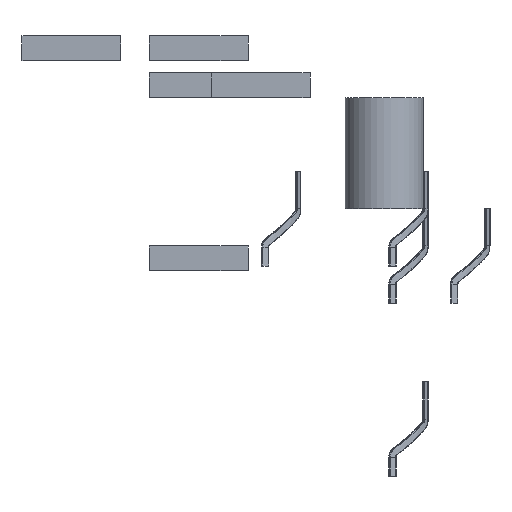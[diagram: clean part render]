
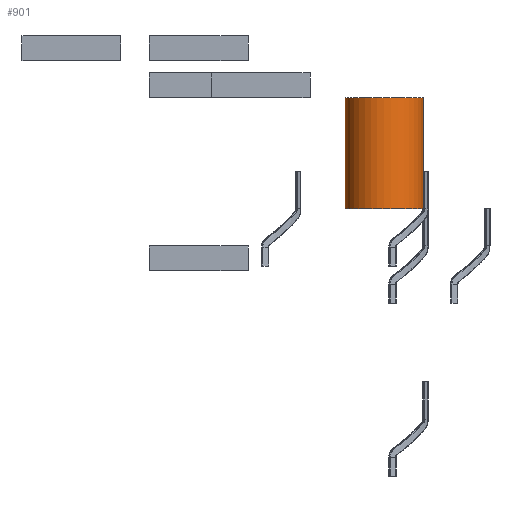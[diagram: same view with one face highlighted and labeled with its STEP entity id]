
A CAD part, left-side view. The second image highlights one B-rep face of the part: STEP entity #901.
In plain terms, the highlighted cylindrical face has radius 31.623 mm (diameter 63.246 mm), a full revolution.
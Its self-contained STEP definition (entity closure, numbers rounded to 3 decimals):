
#109=FACE_OUTER_BOUND('',#170,.T.);
#170=EDGE_LOOP('',(#626,#627,#628,#629));
#231=LINE('',#1342,#308);
#308=VECTOR('',#1087,31.623);
#385=CIRCLE('',#992,31.623);
#386=CIRCLE('',#993,31.623);
#421=VERTEX_POINT('',#1339);
#422=VERTEX_POINT('',#1341);
#497=EDGE_CURVE('',#421,#421,#385,.T.);
#498=EDGE_CURVE('',#421,#422,#231,.T.);
#499=EDGE_CURVE('',#422,#422,#386,.T.);
#626=ORIENTED_EDGE('',*,*,#497,.F.);
#627=ORIENTED_EDGE('',*,*,#498,.T.);
#628=ORIENTED_EDGE('',*,*,#499,.F.);
#629=ORIENTED_EDGE('',*,*,#498,.F.);
#884=CYLINDRICAL_SURFACE('',#991,31.623);
#901=ADVANCED_FACE('',(#109),#884,.T.);
#991=AXIS2_PLACEMENT_3D('',#1338,#1083,#1084);
#992=AXIS2_PLACEMENT_3D('',#1340,#1085,#1086);
#993=AXIS2_PLACEMENT_3D('',#1343,#1088,#1089);
#1083=DIRECTION('center_axis',(0.,0.,-1.));
#1084=DIRECTION('ref_axis',(0.,1.,0.));
#1085=DIRECTION('center_axis',(0.,0.,-1.));
#1086=DIRECTION('ref_axis',(0.,1.,0.));
#1087=DIRECTION('',(0.,0.,1.));
#1088=DIRECTION('center_axis',(0.,0.,1.));
#1089=DIRECTION('ref_axis',(0.,1.,0.));
#1338=CARTESIAN_POINT('Origin',(-220.,20.,-45.));
#1339=CARTESIAN_POINT('',(-220.,-11.623,-90.));
#1340=CARTESIAN_POINT('Origin',(-220.,20.,-90.));
#1341=CARTESIAN_POINT('',(-220.,-11.623,0.));
#1342=CARTESIAN_POINT('',(-220.,-11.623,-45.));
#1343=CARTESIAN_POINT('Origin',(-220.,20.,0.));
